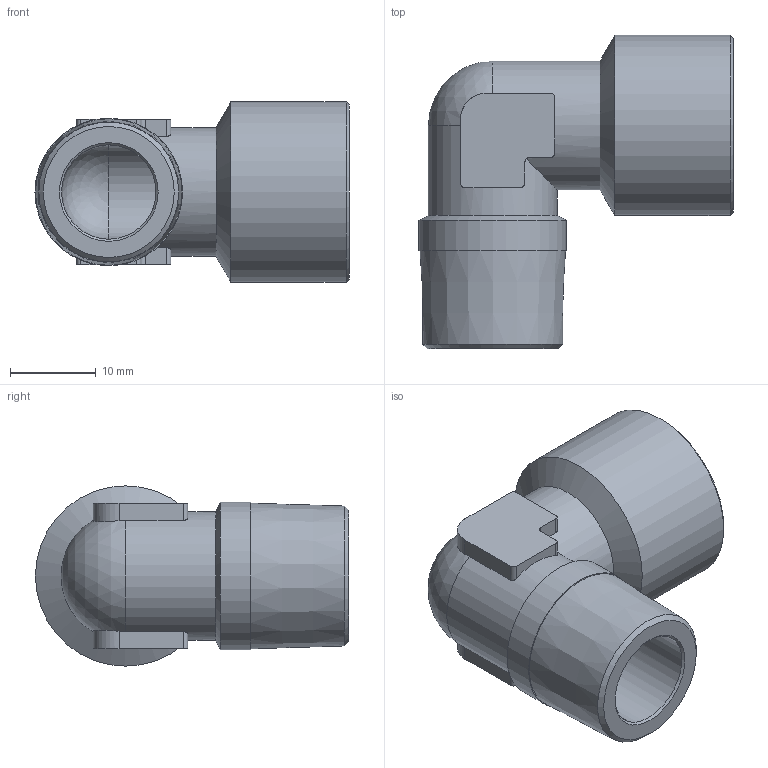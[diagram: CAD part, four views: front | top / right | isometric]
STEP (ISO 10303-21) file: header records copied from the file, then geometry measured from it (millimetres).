
FILE_DESCRIPTION( ( 'STEP AP214' ), '1' );
FILE_NAME( '112710-253.17.stp', '2021-03-31T14:40:28', ( '' ), ( '' ), ' ', 'PARTsolutions', ' ' );
FILE_SCHEMA( ( 'AUTOMOTIVE_DESIGN { 1 0 10303 214 1 1 1 1 }' ) );
Length unit declared in the file: millimetre
Products named in the file (1): _253.17
Bounding box: 36.6 x 36.5 x 21 mm (x, y, z)
Volume: 6837.2 mm3; surface area: 5393.9 mm2
Topology: 1 solids, 1 shells, 48 faces, 124 edges, 78 vertices
Faces by surface type: cylinder 20, plane 18, cone 8, sphere 2
Full cylindrical faces by diameter (mm): 11 x2, 14 x1, 14.95 x1, 15 x2, 17.2 x1, 21 x1
Entity records: 1808 total; most frequent: CARTESIAN_POINT 323, DIRECTION 230, ORIENTED_EDGE 204, EDGE_CURVE 102, AXIS2_PLACEMENT_3D 93, VERTEX_POINT 74, EDGE_LOOP 68, FACE_OUTER_BOUND 56
